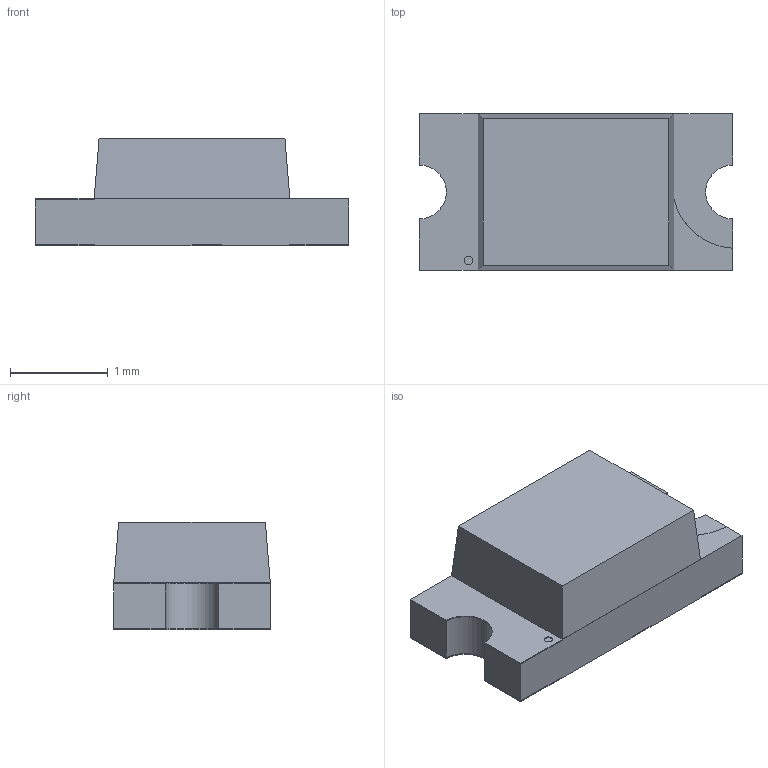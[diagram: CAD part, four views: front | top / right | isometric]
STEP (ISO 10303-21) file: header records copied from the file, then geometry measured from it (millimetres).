
FILE_DESCRIPTION(/* description */ ('Unknown'),/* implementation_level */ '2;1');
FILE_NAME(/* name */ '15412085BA400',/* time_stamp */ '2019-08-01T12:53:04+02:00',/* author */ ('Unknown'),/* organization */ ('Unknown'),/* preprocessor_version */ 'ST-DEVELOPER v16.7',/* originating_system */ 'DEX',/* authorisation */ $);
FILE_SCHEMA (('AUTOMOTIVE_DESIGN {1 0 10303 214 3 1 1}'));
Length unit declared in the file: millimetre
Products named in the file (4): 15412085BA400; Body; Pins; Dome
Assembly tree (3 placements, depth 2):
  15412085BA400
    Body
    Pins
    Dome
Bounding box: 3.2 x 1.6 x 1.1 mm (x, y, z)
Volume: 4.2 mm3; surface area: 32.8 mm2
Topology: 7 solids, 7 shells, 121 faces, 313 edges, 208 vertices
Faces by surface type: plane 98, cylinder 23
Full cylindrical faces by diameter (mm): 0.089 x1, 0.632 x1
Entity records: 4276 total; most frequent: CARTESIAN_POINT 644, ORIENTED_EDGE 622, DIRECTION 607, EDGE_CURVE 311, LINE 265, VECTOR 265, VERTEX_POINT 208, AXIS2_PLACEMENT_3D 171
